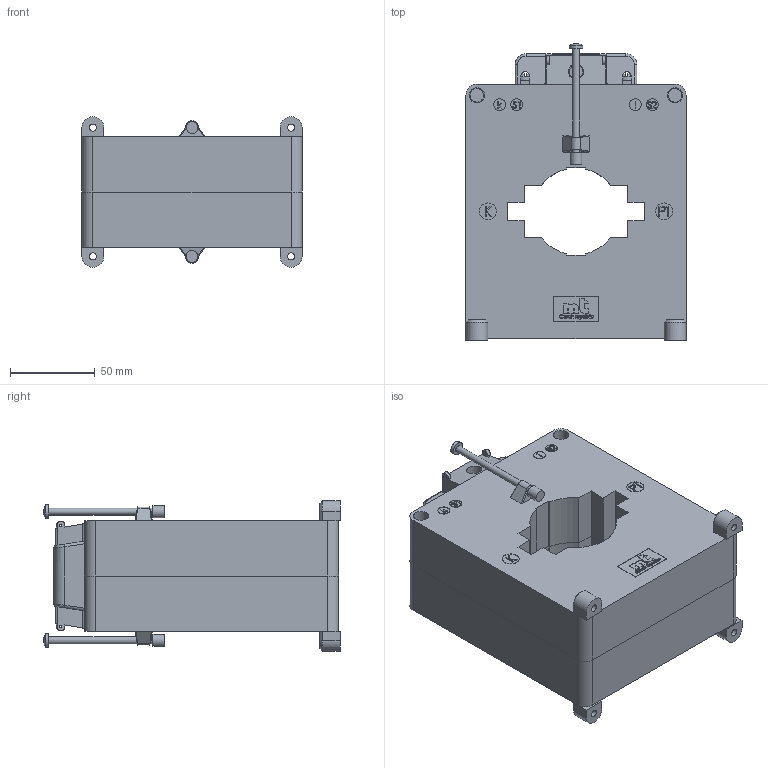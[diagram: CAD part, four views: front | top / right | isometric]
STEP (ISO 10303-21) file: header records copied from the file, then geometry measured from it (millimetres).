
FILE_DESCRIPTION(/* description */ (''),/* implementation_level */ '2;1');
FILE_NAME(/* name */ 'CLA 3.2.step',/* time_stamp */ '2024-10-23T15:58:06+02:00',/* author */ ('peter'),/* organization */ (''),/* preprocessor_version */ 'ST-DEVELOPER v20',/* originating_system */ 'Autodesk Inventor 2025',/* authorisation */ '');
FILE_SCHEMA (('AUTOMOTIVE_DESIGN { 1 0 10303 214 3 1 1 }'));
Products named in the file (11): Current transformer CLA 3.2; Front plastic case CLA 3.2; Back plastic case CLA 3.2; Tape label CLA 3.2; Secondary terminal cover CLA; Plastic mounting foot; Secondary terminal; Screw M5x8; Screw 4x70; Insulating cap; Rivet 40
Assembly tree (21 placements, depth 2):
  Current transformer CLA 3.2
    Front plastic case CLA 3.2
    Back plastic case CLA 3.2
    Tape label CLA 3.2
    Secondary terminal cover CLA
    Plastic mounting foot  x4
    Secondary terminal  x2
    Screw M5x8  x2
    Screw 4x70  x2
    Rivet 40  x5
    Insulating cap  x2
Bounding box: 130 x 175 x 89 mm (x, y, z)
Volume: 1130021.9 mm3; surface area: 156851.8 mm2
Topology: 21 solids, 26 shells, 1317 faces, 3393 edges, 2246 vertices
Faces by surface type: plane 783, bspline 301, cylinder 191, cone 26, torus 10, sphere 6
Full cylindrical faces by diameter (mm): 1.5 x4, 2.4 x5, 2.5 x2, 3.5 x2, 4 x9, 4.2 x16, 5 x7, 7 x10, 8 x16, 9 x10, 10 x6
Entity records: 49099 total; most frequent: CARTESIAN_POINT 22671, ORIENTED_EDGE 5848, DIRECTION 4343, EDGE_CURVE 2924, LINE 1989, VECTOR 1989, VERTEX_POINT 1939, EDGE_LOOP 1249
